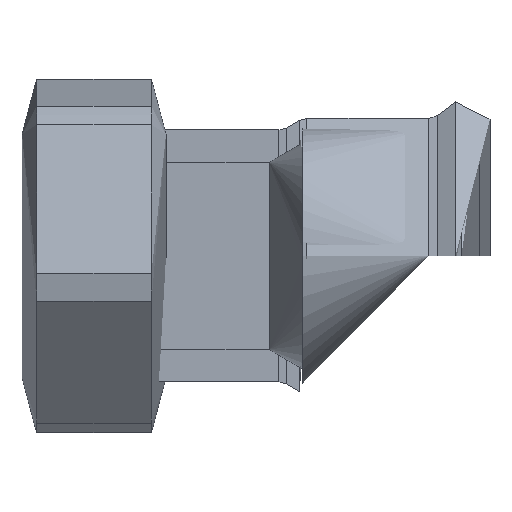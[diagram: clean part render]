
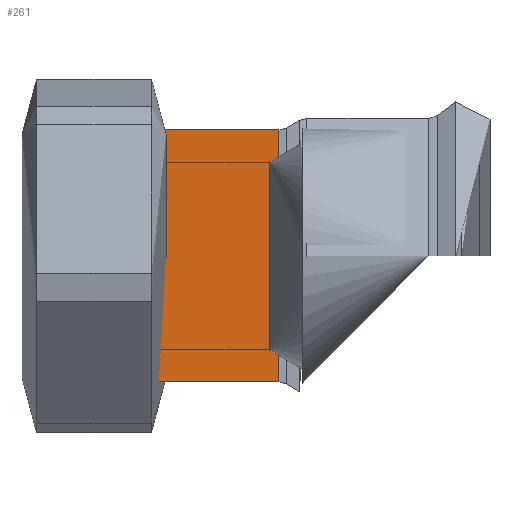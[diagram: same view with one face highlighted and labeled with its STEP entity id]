
A CAD part, front view. The second image highlights one B-rep face of the part: STEP entity #261.
In plain terms, the highlighted free-form (B-spline) face has degree [1, 2] with [2, 9] control points.
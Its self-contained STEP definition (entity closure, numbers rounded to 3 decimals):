
#144 = VERTEX_POINT('',#145);
#145 = CARTESIAN_POINT('',(-12.825,0.,-17.5));
#151 = EDGE_CURVE('',#144,#152,#154,.T.);
#152 = VERTEX_POINT('',#153);
#153 = CARTESIAN_POINT('',(-12.825,0.,17.5));
#154 = ( BOUNDED_CURVE() B_SPLINE_CURVE(2,(#155,#156,#157,#158,#159),
.UNSPECIFIED.,.F.,.F.) B_SPLINE_CURVE_WITH_KNOTS((3,2,3),(
    0.,1.571,3.142),.UNSPECIFIED.) 
CURVE() GEOMETRIC_REPRESENTATION_ITEM() RATIONAL_B_SPLINE_CURVE((1.,
0.707,1.,0.707,1.)) REPRESENTATION_ITEM('') );
#155 = CARTESIAN_POINT('',(-12.825,0.,-17.5));
#156 = CARTESIAN_POINT('',(-12.825,17.5,-17.5));
#157 = CARTESIAN_POINT('',(-12.825,17.5,0.));
#158 = CARTESIAN_POINT('',(-12.825,17.5,17.5));
#159 = CARTESIAN_POINT('',(-12.825,0.,17.5));
#161 = EDGE_CURVE('',#152,#144,#162,.T.);
#162 = ( BOUNDED_CURVE() B_SPLINE_CURVE(2,(#163,#164,#165,#166,#167),
.UNSPECIFIED.,.F.,.F.) B_SPLINE_CURVE_WITH_KNOTS((3,2,3),(-3.142
,-1.571,0.),.UNSPECIFIED.) CURVE() 
GEOMETRIC_REPRESENTATION_ITEM() RATIONAL_B_SPLINE_CURVE((1.,
0.707,1.,0.707,1.)) REPRESENTATION_ITEM('') );
#163 = CARTESIAN_POINT('',(-12.825,0.,17.5));
#164 = CARTESIAN_POINT('',(-12.825,-17.5,17.5));
#165 = CARTESIAN_POINT('',(-12.825,-17.5,0.));
#166 = CARTESIAN_POINT('',(-12.825,-17.5,-17.5));
#167 = CARTESIAN_POINT('',(-12.825,0.,-17.5));
#261 = ADVANCED_FACE('',(#262),#292,.T.);
#262 = FACE_BOUND('',#263,.T.);
#263 = EDGE_LOOP('',(#264,#276,#284,#289,#290,#291));
#264 = ORIENTED_EDGE('',*,*,#265,.F.);
#265 = EDGE_CURVE('',#266,#268,#270,.T.);
#266 = VERTEX_POINT('',#267);
#267 = CARTESIAN_POINT('',(-32.718,0.,17.5));
#268 = VERTEX_POINT('',#269);
#269 = CARTESIAN_POINT('',(-32.718,0.,-17.5));
#270 = ( BOUNDED_CURVE() B_SPLINE_CURVE(2,(#271,#272,#273,#274,#275),
.UNSPECIFIED.,.F.,.F.) B_SPLINE_CURVE_WITH_KNOTS((3,2,3),(0.,
1.571,3.142),.UNSPECIFIED.) CURVE() 
GEOMETRIC_REPRESENTATION_ITEM() RATIONAL_B_SPLINE_CURVE((1.,
0.707,1.,0.707,1.)) REPRESENTATION_ITEM('') );
#271 = CARTESIAN_POINT('',(-32.718,0.,17.5));
#272 = CARTESIAN_POINT('',(-32.718,17.5,17.5));
#273 = CARTESIAN_POINT('',(-32.718,17.5,0.));
#274 = CARTESIAN_POINT('',(-32.718,17.5,-17.5));
#275 = CARTESIAN_POINT('',(-32.718,0.,-17.5));
#276 = ORIENTED_EDGE('',*,*,#277,.F.);
#277 = EDGE_CURVE('',#268,#266,#278,.T.);
#278 = ( BOUNDED_CURVE() B_SPLINE_CURVE(2,(#279,#280,#281,#282,#283),
.UNSPECIFIED.,.F.,.F.) B_SPLINE_CURVE_WITH_KNOTS((3,2,3),(3.142,
4.712,6.283),.PIECEWISE_BEZIER_KNOTS.) CURVE() 
GEOMETRIC_REPRESENTATION_ITEM() RATIONAL_B_SPLINE_CURVE((1.,
0.707,1.,0.707,1.)) REPRESENTATION_ITEM('') );
#279 = CARTESIAN_POINT('',(-32.718,0.,-17.5));
#280 = CARTESIAN_POINT('',(-32.718,-17.5,-17.5));
#281 = CARTESIAN_POINT('',(-32.718,-17.5,0.));
#282 = CARTESIAN_POINT('',(-32.718,-17.5,17.5));
#283 = CARTESIAN_POINT('',(-32.718,0.,17.5));
#284 = ORIENTED_EDGE('',*,*,#285,.T.);
#285 = EDGE_CURVE('',#268,#144,#286,.T.);
#286 = B_SPLINE_CURVE_WITH_KNOTS('',1,(#287,#288),.UNSPECIFIED.,.F.,.F.,
  (2,2),(-0.584,0.553),.PIECEWISE_BEZIER_KNOTS.);
#287 = CARTESIAN_POINT('',(-32.718,0.,-17.5));
#288 = CARTESIAN_POINT('',(-12.825,0.,-17.5));
#289 = ORIENTED_EDGE('',*,*,#161,.F.);
#290 = ORIENTED_EDGE('',*,*,#151,.F.);
#291 = ORIENTED_EDGE('',*,*,#285,.F.);
#292 = ( BOUNDED_SURFACE() B_SPLINE_SURFACE(1,2,(
    (#293,#294,#295,#296,#297,#298,#299,#300,#301)
    ,(#302,#303,#304,#305,#306,#307,#308,#309,#310
)),.UNSPECIFIED.,.F.,.T.,.F.) B_SPLINE_SURFACE_WITH_KNOTS((2,2),(1,2,2,2
    ,2,2,1),(-0.553,0.584),(-4.712,
    -3.142,-1.571,0.,1.571,3.142,
4.712),.UNSPECIFIED.) GEOMETRIC_REPRESENTATION_ITEM() 
RATIONAL_B_SPLINE_SURFACE((
    (1.,0.707,1.,0.707,1.,0.707,1.
      ,0.707,1.)
    ,(1.,0.707,1.,0.707,1.,0.707,1.
,0.707,1.))) REPRESENTATION_ITEM('') SURFACE() );
#293 = CARTESIAN_POINT('',(-32.718,0.,-17.5));
#294 = CARTESIAN_POINT('',(-32.718,-17.5,-17.5));
#295 = CARTESIAN_POINT('',(-32.718,-17.5,0.));
#296 = CARTESIAN_POINT('',(-32.718,-17.5,17.5));
#297 = CARTESIAN_POINT('',(-32.718,0.,17.5));
#298 = CARTESIAN_POINT('',(-32.718,17.5,17.5));
#299 = CARTESIAN_POINT('',(-32.718,17.5,0.));
#300 = CARTESIAN_POINT('',(-32.718,17.5,-17.5));
#301 = CARTESIAN_POINT('',(-32.718,0.,-17.5));
#302 = CARTESIAN_POINT('',(-12.825,0.,-17.5));
#303 = CARTESIAN_POINT('',(-12.825,-17.5,-17.5));
#304 = CARTESIAN_POINT('',(-12.825,-17.5,0.));
#305 = CARTESIAN_POINT('',(-12.825,-17.5,17.5));
#306 = CARTESIAN_POINT('',(-12.825,0.,17.5));
#307 = CARTESIAN_POINT('',(-12.825,17.5,17.5));
#308 = CARTESIAN_POINT('',(-12.825,17.5,0.));
#309 = CARTESIAN_POINT('',(-12.825,17.5,-17.5));
#310 = CARTESIAN_POINT('',(-12.825,0.,-17.5));
